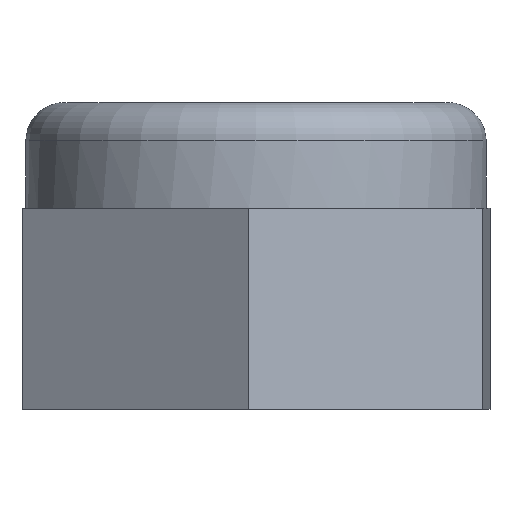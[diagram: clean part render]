
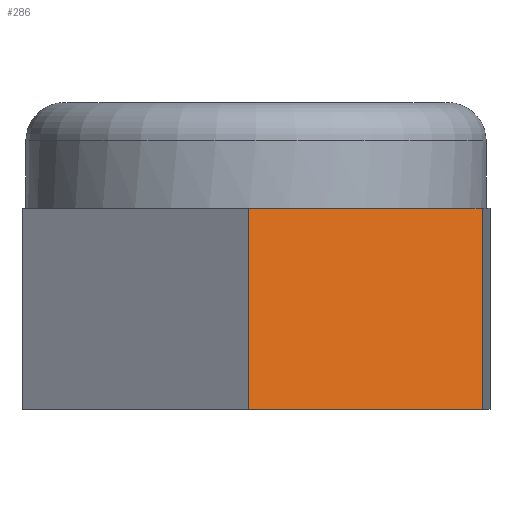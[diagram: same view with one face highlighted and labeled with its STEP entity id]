
A CAD part, front view. The second image highlights one B-rep face of the part: STEP entity #286.
In plain terms, the highlighted planar face has unit normal (0.474, -0.881, 0).
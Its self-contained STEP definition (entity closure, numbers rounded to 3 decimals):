
#24=PLANE('',#330);
#33=LINE('',#459,#59);
#36=LINE('',#464,#62);
#45=LINE('',#484,#71);
#46=LINE('',#485,#72);
#47=LINE('',#486,#73);
#59=VECTOR('',#377,10.);
#62=VECTOR('',#382,10.);
#71=VECTOR('',#401,10.);
#72=VECTOR('',#402,10.);
#73=VECTOR('',#403,10.);
#95=FACE_OUTER_BOUND('',#113,.T.);
#113=EDGE_LOOP('',(#238,#239,#240,#241,#242));
#142=VERTEX_POINT('',#445);
#146=VERTEX_POINT('',#458);
#147=VERTEX_POINT('',#462);
#152=VERTEX_POINT('',#482);
#153=VERTEX_POINT('',#483);
#173=EDGE_CURVE('',#142,#146,#33,.T.);
#176=EDGE_CURVE('',#147,#142,#36,.T.);
#185=EDGE_CURVE('',#152,#153,#45,.T.);
#186=EDGE_CURVE('',#153,#146,#46,.T.);
#187=EDGE_CURVE('',#152,#147,#47,.T.);
#238=ORIENTED_EDGE('',*,*,#185,.T.);
#239=ORIENTED_EDGE('',*,*,#186,.T.);
#240=ORIENTED_EDGE('',*,*,#173,.F.);
#241=ORIENTED_EDGE('',*,*,#176,.F.);
#242=ORIENTED_EDGE('',*,*,#187,.F.);
#286=ADVANCED_FACE('',(#95),#24,.T.);
#330=AXIS2_PLACEMENT_3D('',#481,#399,#400);
#377=DIRECTION('',(0.881,0.474,0.));
#382=DIRECTION('',(0.881,0.474,0.));
#399=DIRECTION('center_axis',(0.474,-0.881,0.));
#400=DIRECTION('ref_axis',(0.881,0.474,0.));
#401=DIRECTION('',(0.881,0.474,0.));
#402=DIRECTION('',(0.,0.,1.));
#403=DIRECTION('',(0.,0.,1.));
#445=CARTESIAN_POINT('',(5.687,-10.567,10.5));
#458=CARTESIAN_POINT('',(11.787,-7.284,10.5));
#459=CARTESIAN_POINT('',(-0.414,-13.85,10.5));
#462=CARTESIAN_POINT('',(-0.414,-13.85,10.5));
#464=CARTESIAN_POINT('',(-0.414,-13.85,10.5));
#481=CARTESIAN_POINT('Origin',(-0.414,-13.85,0.));
#482=CARTESIAN_POINT('',(-0.414,-13.85,0.));
#483=CARTESIAN_POINT('',(11.787,-7.284,0.));
#484=CARTESIAN_POINT('',(-0.414,-13.85,0.));
#485=CARTESIAN_POINT('',(11.787,-7.284,0.));
#486=CARTESIAN_POINT('',(-0.414,-13.85,0.));
